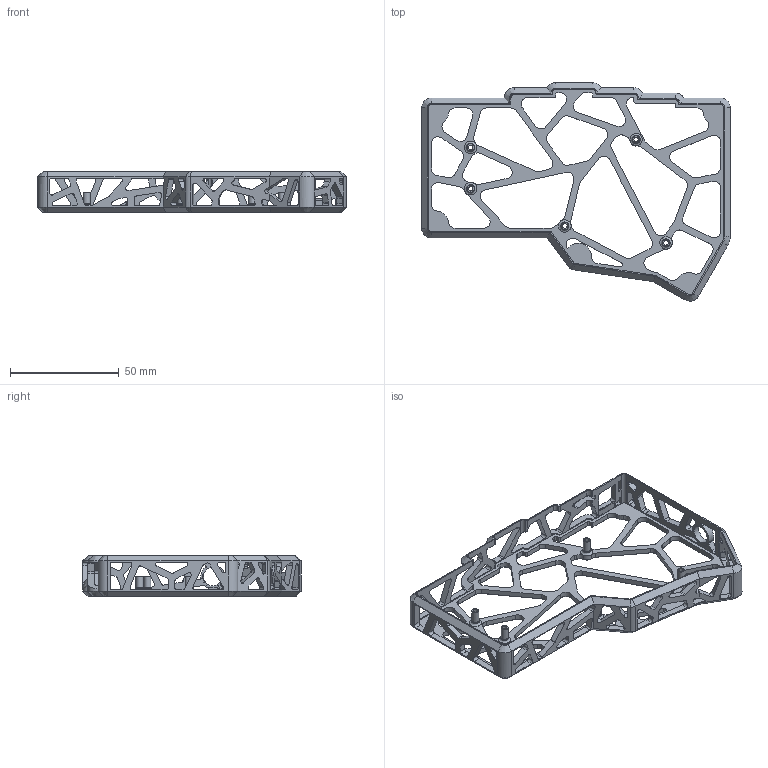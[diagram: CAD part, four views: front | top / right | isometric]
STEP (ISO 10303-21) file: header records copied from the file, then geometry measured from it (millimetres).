
FILE_DESCRIPTION(/* description */ (''),/* implementation_level */ '2;1');
FILE_NAME(/* name */ 'corne_mx_bt_holes_12mm_wired_finished v2.step',/* time_stamp */ '2024-06-25T09:02:53+02:00',/* author */ (''),/* organization */ (''),/* preprocessor_version */ 'ST-DEVELOPER v20',/* originating_system */ 'Autodesk Translation Framework v13.14.0.145',/* authorisation */ '');
FILE_SCHEMA (('AUTOMOTIVE_DESIGN { 1 0 10303 214 3 1 1 }'));
Length unit declared in the file: millimetre
Products named in the file (1): corne_mx_bt_holes_12mm_wired_finished
Bounding box: 141.78 x 100.3 x 18.8 mm (x, y, z)
Volume: 18690.1 mm3; surface area: 24074.6 mm2
Topology: 1 solids, 1 shells, 1024 faces, 2769 edges, 1743 vertices
Faces by surface type: plane 448, cylinder 332, bspline 131, cone 103, torus 10
Full cylindrical faces by diameter (mm): 2.1 x5, 3.3 x5, 3.7 x5, 6 x5, 8.5 x1
Entity records: 41285 total; most frequent: CARTESIAN_POINT 15414, ORIENTED_EDGE 5538, DIRECTION 5181, EDGE_CURVE 2769, LINE 1761, VECTOR 1761, VERTEX_POINT 1743, AXIS2_PLACEMENT_3D 1710
